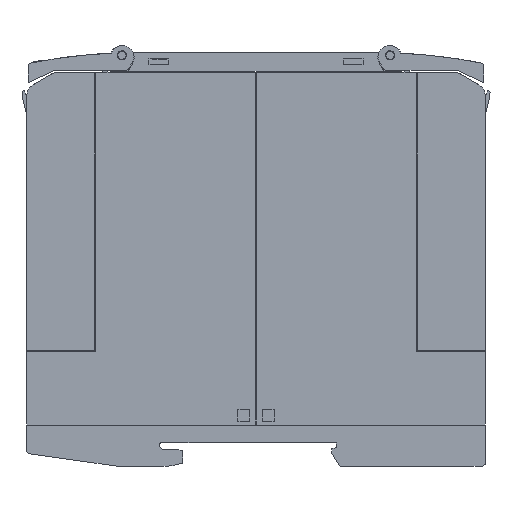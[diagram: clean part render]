
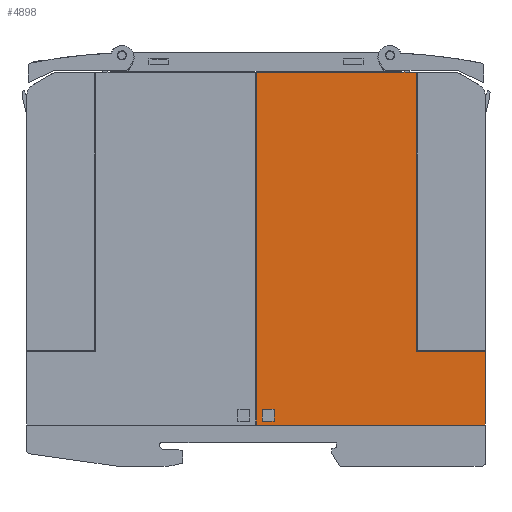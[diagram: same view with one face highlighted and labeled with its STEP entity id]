
A CAD part, left-side view. The second image highlights one B-rep face of the part: STEP entity #4898.
In plain terms, the highlighted planar face has unit normal (-1, 0, 0).
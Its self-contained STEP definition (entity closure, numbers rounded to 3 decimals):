
#4898=ADVANCED_FACE('',(#9983,#9984),#9985,.T.);
#9983=FACE_BOUND('',#15134,.T.);
#9984=FACE_OUTER_BOUND('',#15135,.T.);
#9985=PLANE('',#15136);
#15134=EDGE_LOOP('',(#30674,#30675,#30676,#30677));
#15135=EDGE_LOOP('',(#30678,#30679,#30680,#30681,#30682,#30683));
#15136=AXIS2_PLACEMENT_3D('',#30684,#30685,#30686);
#30674=ORIENTED_EDGE('',*,*,#37391,.T.);
#30675=ORIENTED_EDGE('',*,*,#37367,.T.);
#30676=ORIENTED_EDGE('',*,*,#37375,.T.);
#30677=ORIENTED_EDGE('',*,*,#37388,.T.);
#30678=ORIENTED_EDGE('',*,*,#33389,.T.);
#30679=ORIENTED_EDGE('',*,*,#33399,.T.);
#30680=ORIENTED_EDGE('',*,*,#37398,.T.);
#30681=ORIENTED_EDGE('',*,*,#37381,.F.);
#30682=ORIENTED_EDGE('',*,*,#37399,.T.);
#30683=ORIENTED_EDGE('',*,*,#37394,.T.);
#30684=CARTESIAN_POINT('',(0.0,25.949,9.001));
#30685=DIRECTION('',(-1.0,0.0,0.0));
#30686=DIRECTION('',(0.0,-1.0,0.0));
#33389=EDGE_CURVE('',#40766,#40770,#40772,.T.);
#33399=EDGE_CURVE('',#40770,#40790,#40791,.T.);
#37367=EDGE_CURVE('',#46659,#46657,#46660,.T.);
#37375=EDGE_CURVE('',#46657,#46668,#46670,.T.);
#37381=EDGE_CURVE('',#46679,#46681,#46682,.T.);
#37388=EDGE_CURVE('',#46668,#46691,#46693,.T.);
#37391=EDGE_CURVE('',#46691,#46659,#46696,.T.);
#37394=EDGE_CURVE('',#46699,#40766,#46700,.T.);
#37398=EDGE_CURVE('',#40790,#46681,#46705,.T.);
#37399=EDGE_CURVE('',#46679,#46699,#46706,.T.);
#40766=VERTEX_POINT('',#52020);
#40770=VERTEX_POINT('',#52026);
#40772=LINE('',#52029,#52030);
#40790=VERTEX_POINT('',#52056);
#40791=LINE('',#52057,#52058);
#46657=VERTEX_POINT('',#60938);
#46659=VERTEX_POINT('',#60941);
#46660=LINE('',#60942,#60943);
#46668=VERTEX_POINT('',#60955);
#46670=LINE('',#60958,#60959);
#46679=VERTEX_POINT('',#60971);
#46681=VERTEX_POINT('',#60974);
#46682=LINE('',#60975,#60976);
#46691=VERTEX_POINT('',#60989);
#46693=LINE('',#60992,#60993);
#46696=LINE('',#60997,#60998);
#46699=VERTEX_POINT('',#61001);
#46700=LINE('',#61002,#61003);
#46705=LINE('',#61010,#61011);
#46706=LINE('',#61012,#61013);
#52020=CARTESIAN_POINT('',(0.0,0.999,25.101));
#52026=CARTESIAN_POINT('',(0.0,16.099,25.101));
#52029=CARTESIAN_POINT('',(0.0,17.224,25.101));
#52030=VECTOR('',#63538,1.0);
#52056=CARTESIAN_POINT('',(0.0,16.099,85.801));
#52057=CARTESIAN_POINT('',(0.0,16.099,32.226));
#52058=VECTOR('',#63547,1.0);
#60938=CARTESIAN_POINT('',(0.0,46.999,12.401));
#60941=CARTESIAN_POINT('',(0.0,49.599,12.401));
#60942=CARTESIAN_POINT('',(0.0,37.124,12.401));
#60943=VECTOR('',#67294,1.0);
#60955=CARTESIAN_POINT('',(0.0,46.999,9.801));
#60958=CARTESIAN_POINT('',(0.0,46.999,10.051));
#60959=VECTOR('',#67300,1.0);
#60971=CARTESIAN_POINT('',(0.0,50.899,9.001));
#60974=CARTESIAN_POINT('',(0.0,50.899,85.801));
#60975=CARTESIAN_POINT('',(0.0,50.899,9.001));
#60976=VECTOR('',#67305,1.0);
#60989=CARTESIAN_POINT('',(0.0,49.599,9.801));
#60992=CARTESIAN_POINT('',(0.0,37.124,9.801));
#60993=VECTOR('',#67311,1.0);
#60997=CARTESIAN_POINT('',(0.0,49.599,10.051));
#60998=VECTOR('',#67313,1.0);
#61001=CARTESIAN_POINT('',(0.0,0.999,9.001));
#61002=CARTESIAN_POINT('',(0.0,0.999,9.001));
#61003=VECTOR('',#67314,1.0);
#61010=CARTESIAN_POINT('',(0.0,50.899,85.801));
#61011=VECTOR('',#67317,1.0);
#61012=CARTESIAN_POINT('',(0.0,50.899,9.001));
#61013=VECTOR('',#67318,1.0);
#63538=DIRECTION('',(0.0,1.0,-0.0));
#63547=DIRECTION('',(0.0,0.0,1.0));
#67294=DIRECTION('',(-0.0,-1.0,-0.0));
#67300=DIRECTION('',(-0.0,-0.0,-1.0));
#67305=DIRECTION('',(0.0,0.0,1.0));
#67311=DIRECTION('',(0.0,1.0,-0.0));
#67313=DIRECTION('',(0.0,0.0,1.0));
#67314=DIRECTION('',(0.0,0.0,1.0));
#67317=DIRECTION('',(0.0,1.0,-0.0));
#67318=DIRECTION('',(0.0,-1.0,0.0));
